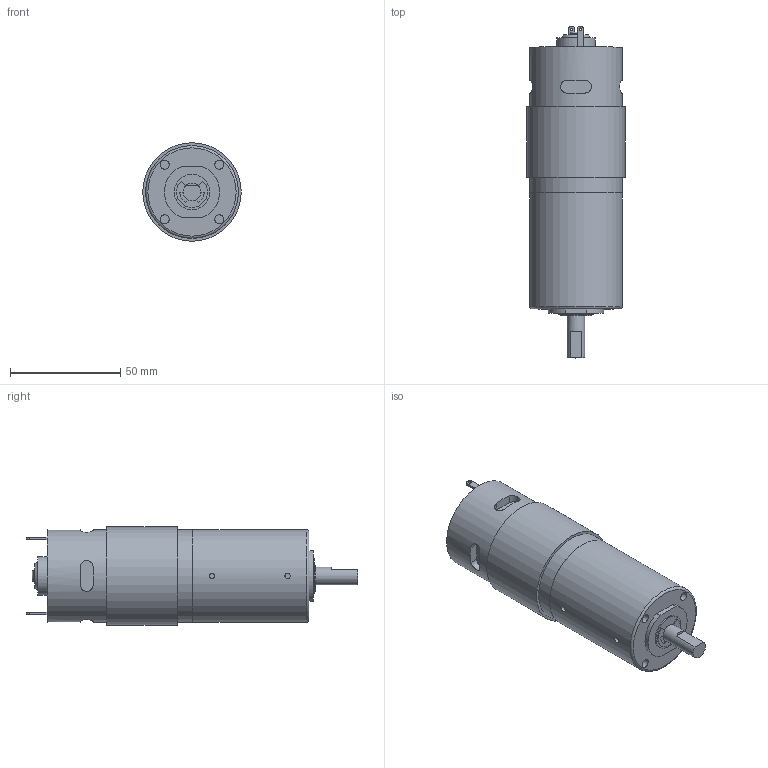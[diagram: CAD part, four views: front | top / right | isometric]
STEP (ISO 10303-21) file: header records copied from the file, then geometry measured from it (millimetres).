
FILE_DESCRIPTION((''),'2;1');
FILE_NAME('K42-4266 SERIES.stp','2015-02-26T17:48:27',('AHN'),(''),'Autodesk Inventor 2012','Autodesk Inventor 2012','');
FILE_SCHEMA(('CONFIG_CONTROL_DESIGN'));
Length unit declared in the file: millimetre
Products named in the file (1): k42-4266
Bounding box: 44.6 x 150.3 x 44.6 mm (x, y, z)
Volume: 171441.1 mm3; surface area: 29272.6 mm2
Topology: 2 solids, 2 shells, 95 faces, 221 edges, 148 vertices
Faces by surface type: plane 55, cylinder 37, torus 2, cone 1
Full cylindrical faces by diameter (mm): 1.2 x2, 2.4 x4, 4 x4, 5 x1, 8 x1, 13 x1, 16 x1, 17.5 x1, 41.9 x1, 42 x2, 44.6 x1
Entity records: 2782 total; most frequent: CARTESIAN_POINT 694, DIRECTION 436, ORIENTED_EDGE 370, EDGE_CURVE 185, AXIS2_PLACEMENT_3D 175, EDGE_LOOP 144, VERTEX_POINT 137, FACE_OUTER_BOUND 95
